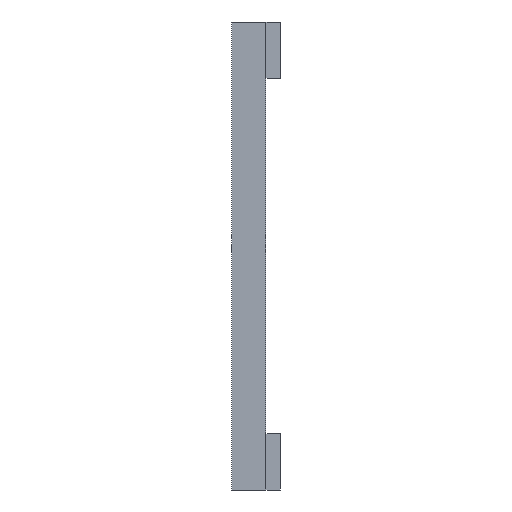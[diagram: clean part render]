
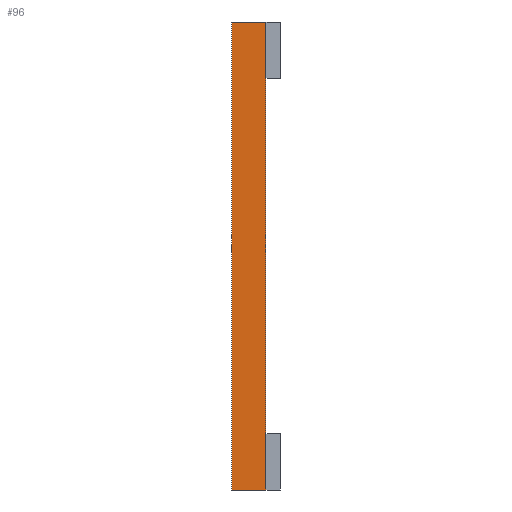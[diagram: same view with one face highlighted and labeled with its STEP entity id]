
A CAD part, left-side view. The second image highlights one B-rep face of the part: STEP entity #96.
In plain terms, the highlighted planar face has unit normal (-1, 0, 0).
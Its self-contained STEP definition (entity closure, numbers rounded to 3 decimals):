
#2=DIRECTION('',(0.,0.,1.));
#3=VECTOR('',#2,20.75);
#4=CARTESIAN_POINT('',(-495.375,0.,-10.375));
#5=LINE('',#4,#3);
#18=DIRECTION('',(0.,1.,0.));
#19=VECTOR('',#18,1.52);
#20=CARTESIAN_POINT('',(-495.375,0.,-10.375));
#21=LINE('',#20,#19);
#30=DIRECTION('',(0.,1.,0.));
#31=VECTOR('',#30,1.52);
#32=CARTESIAN_POINT('',(-495.375,0.,10.375));
#33=LINE('',#32,#31);
#34=DIRECTION('',(0.,0.,1.));
#35=VECTOR('',#34,20.75);
#36=CARTESIAN_POINT('',(-495.375,1.52,-10.375));
#37=LINE('',#36,#35);
#50=CARTESIAN_POINT('',(-495.375,0.,-10.375));
#51=CARTESIAN_POINT('',(-495.375,0.,10.375));
#52=VERTEX_POINT('',#50);
#53=VERTEX_POINT('',#51);
#58=CARTESIAN_POINT('',(-495.375,1.52,-10.375));
#59=CARTESIAN_POINT('',(-495.375,1.52,10.375));
#60=VERTEX_POINT('',#58);
#61=VERTEX_POINT('',#59);
#82=CARTESIAN_POINT('',(-495.375,0.,-10.375));
#83=DIRECTION('',(-1.,0.,0.));
#84=DIRECTION('',(0.,0.,1.));
#85=AXIS2_PLACEMENT_3D('',#82,#83,#84);
#86=PLANE('',#85);
#87=ORIENTED_EDGE('',*,*,#71,.F.);
#89=ORIENTED_EDGE('',*,*,#88,.T.);
#91=ORIENTED_EDGE('',*,*,#90,.T.);
#93=ORIENTED_EDGE('',*,*,#92,.F.);
#94=EDGE_LOOP('',(#87,#89,#91,#93));
#95=FACE_OUTER_BOUND('',#94,.F.);
#96=ADVANCED_FACE('',(#95),#86,.T.);
#71=EDGE_CURVE('',#52,#53,#5,.T.);
#88=EDGE_CURVE('',#52,#60,#21,.T.);
#90=EDGE_CURVE('',#60,#61,#37,.T.);
#92=EDGE_CURVE('',#53,#61,#33,.T.);
